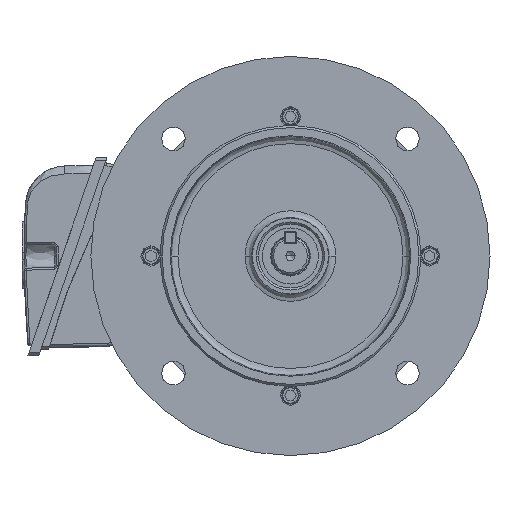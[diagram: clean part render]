
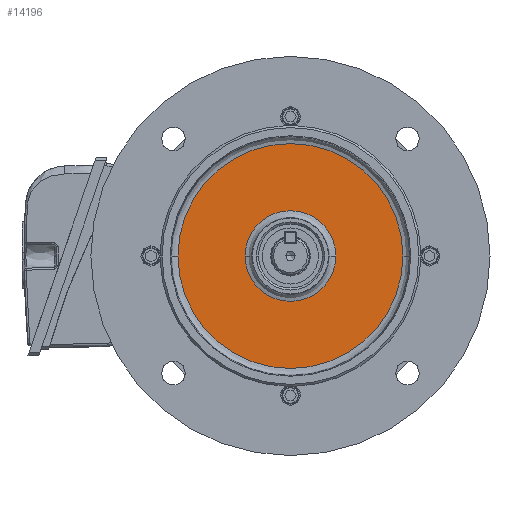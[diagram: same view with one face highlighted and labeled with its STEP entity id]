
A CAD part, top view. The second image highlights one B-rep face of the part: STEP entity #14196.
In plain terms, the highlighted planar face has unit normal (0, 0, 1).
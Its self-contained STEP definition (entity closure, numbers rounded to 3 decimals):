
#3023 = ORIENTED_EDGE ( 'NONE', *, *, #55227, .F. ) ;
#4121 = DIRECTION ( 'NONE',  ( 0., 0., -1. ) ) ;
#5463 = ORIENTED_EDGE ( 'NONE', *, *, #14132, .T. ) ;
#7466 = EDGE_LOOP ( 'NONE', ( #12059, #3023 ) ) ;
#7777 = FACE_OUTER_BOUND ( 'NONE', #45231, .T. ) ;
#12059 = ORIENTED_EDGE ( 'NONE', *, *, #35138, .F. ) ;
#13247 = VERTEX_POINT ( 'NONE', #38255 ) ;
#13509 = CIRCLE ( 'NONE', #36427, 56.044 ) ;
#14132 = EDGE_CURVE ( 'NONE', #63766, #64884, #13509, .T. ) ;
#14196 = ADVANCED_FACE ( 'NONE', ( #25200, #7777 ), #57629, .F. ) ;
#15791 = DIRECTION ( 'NONE',  ( 0., 0., 1. ) ) ;
#16019 = CIRCLE ( 'NONE', #22799, 56.044 ) ;
#18788 = DIRECTION ( 'NONE',  ( 0., 0., 1. ) ) ;
#20805 = CARTESIAN_POINT ( 'NONE',  ( 0., 0., 0. ) ) ;
#21132 = DIRECTION ( 'NONE',  ( 1., 0., 0. ) ) ;
#21785 = CIRCLE ( 'NONE', #65864, 22.583 ) ;
#22718 = EDGE_CURVE ( 'NONE', #64884, #63766, #16019, .T. ) ;
#22799 = AXIS2_PLACEMENT_3D ( 'NONE', #20805, #68080, #47092 ) ;
#24242 = CIRCLE ( 'NONE', #25702, 22.583 ) ;
#25200 = FACE_BOUND ( 'NONE', #7466, .T. ) ;
#25702 = AXIS2_PLACEMENT_3D ( 'NONE', #68656, #15791, #21132 ) ;
#26074 = DIRECTION ( 'NONE',  ( 0., 0., 1. ) ) ;
#28853 = AXIS2_PLACEMENT_3D ( 'NONE', #62544, #4121, #67452 ) ;
#33924 = VERTEX_POINT ( 'NONE', #53212 ) ;
#35138 = EDGE_CURVE ( 'NONE', #33924, #13247, #21785, .T. ) ;
#36427 = AXIS2_PLACEMENT_3D ( 'NONE', #43935, #18788, #61611 ) ;
#38255 = CARTESIAN_POINT ( 'NONE',  ( -22.583, 0., 0. ) ) ;
#43935 = CARTESIAN_POINT ( 'NONE',  ( 0., 0., 0. ) ) ;
#45231 = EDGE_LOOP ( 'NONE', ( #5463, #56583 ) ) ;
#47092 = DIRECTION ( 'NONE',  ( 1., 0., 0. ) ) ;
#52593 = DIRECTION ( 'NONE',  ( 1., 0., 0. ) ) ;
#52816 = CARTESIAN_POINT ( 'NONE',  ( 0., 0., 0. ) ) ;
#53212 = CARTESIAN_POINT ( 'NONE',  ( 22.583, 0., 0. ) ) ;
#55133 = CARTESIAN_POINT ( 'NONE',  ( -56.044, 0., 0. ) ) ;
#55227 = EDGE_CURVE ( 'NONE', #13247, #33924, #24242, .T. ) ;
#56583 = ORIENTED_EDGE ( 'NONE', *, *, #22718, .T. ) ;
#57629 = PLANE ( 'NONE',  #28853 ) ;
#59672 = CARTESIAN_POINT ( 'NONE',  ( 56.044, 0., 0. ) ) ;
#61611 = DIRECTION ( 'NONE',  ( 1., 0., 0. ) ) ;
#62544 = CARTESIAN_POINT ( 'NONE',  ( 0., 22.583, 0. ) ) ;
#63766 = VERTEX_POINT ( 'NONE', #59672 ) ;
#64884 = VERTEX_POINT ( 'NONE', #55133 ) ;
#65864 = AXIS2_PLACEMENT_3D ( 'NONE', #52816, #26074, #52593 ) ;
#67452 = DIRECTION ( 'NONE',  ( -1., 0., 0. ) ) ;
#68080 = DIRECTION ( 'NONE',  ( 0., 0., 1. ) ) ;
#68656 = CARTESIAN_POINT ( 'NONE',  ( 0., 0., 0. ) ) ;
